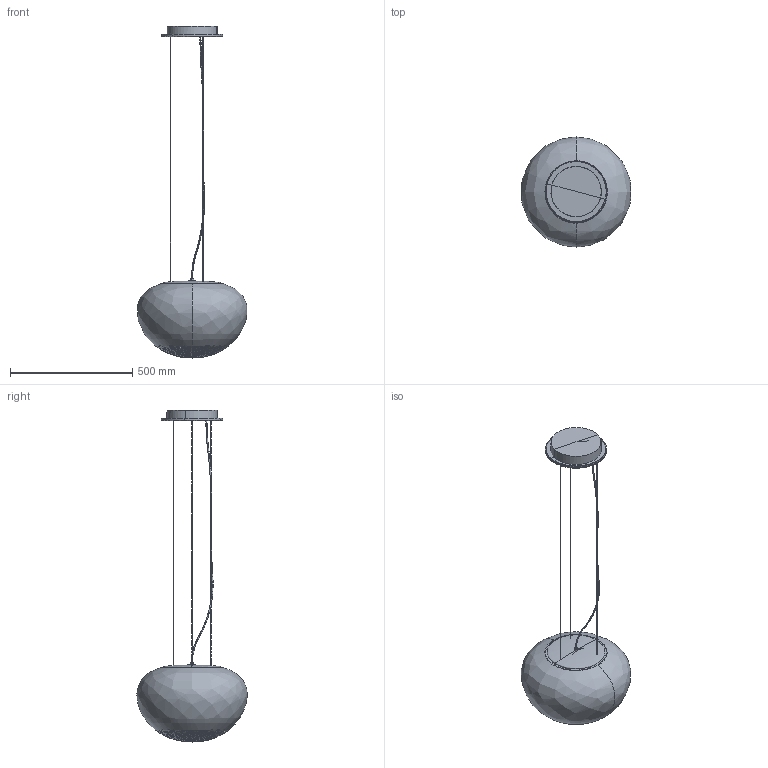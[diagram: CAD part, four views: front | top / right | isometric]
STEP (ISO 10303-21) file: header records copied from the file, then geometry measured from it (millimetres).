
FILE_DESCRIPTION(/* description */ (''),/* implementation_level */ '2;1');
FILE_NAME(/* name */ 'Senzatitolo',/* time_stamp */ '2018-03-09T14:12:37+01:00',/* author */ (''),/* organization */ (''),/* preprocessor_version */ 'ST-DEVELOPER v10',/* originating_system */ '',/* authorisation */ '');
FILE_SCHEMA (('AUTOMOTIVE_DESIGN'));
Length unit declared in the file: millimetre
Products named in the file (1): 1
Bounding box: 445.97 x 449.97 x 1357.11 mm (x, y, z)
Volume: 2685632.7 mm3; surface area: 1000930.1 mm2
Topology: 4 solids, 10 shells, 323 faces, 788 edges, 474 vertices
Faces by surface type: bspline 309, plane 14
Entity records: 26184 total; most frequent: CARTESIAN_POINT 21841, ORIENTED_EDGE 1533, EDGE_CURVE 776, VERTEX_POINT 468, EDGE_LOOP 328, ADVANCED_FACE 323, FACE_OUTER_BOUND 323, B_SPLINE_CURVE_WITH_KNOTS 317
